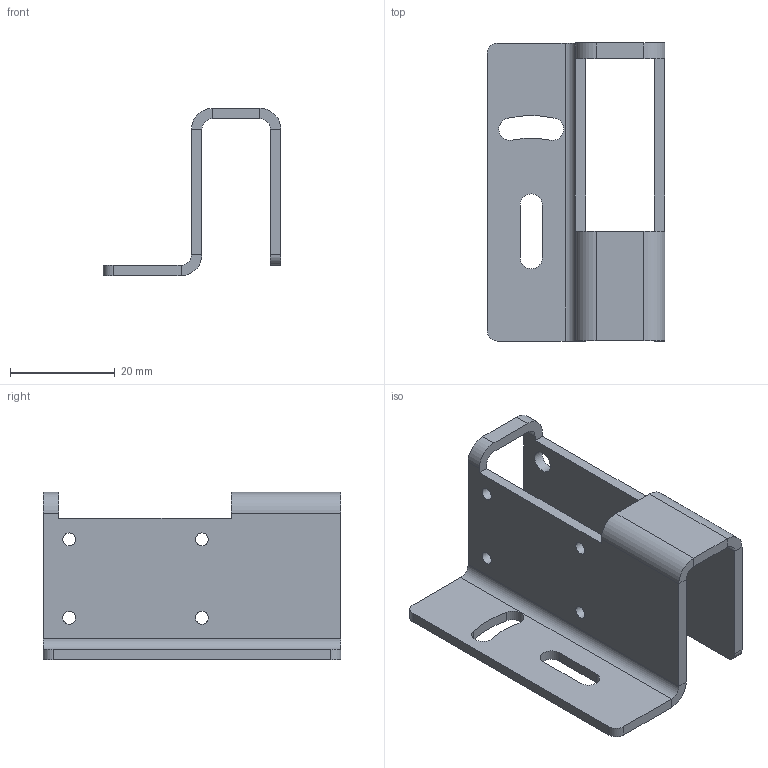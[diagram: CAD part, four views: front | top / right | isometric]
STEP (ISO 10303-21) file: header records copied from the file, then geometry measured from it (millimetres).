
FILE_DESCRIPTION(/* description */ (''),/* implementation_level */ '2;1');
FILE_NAME(/* name */ 'ipf_z3d_AY000188.stp',/* time_stamp */ '2025-08-12T07:34:34+02:00',/* author */ ('gelzhaeuser'),/* organization */ (''),/* preprocessor_version */ 'ST-DEVELOPER v20',/* originating_system */ 'Autodesk Inventor 2025',/* authorisation */ '');
FILE_SCHEMA (('AUTOMOTIVE_DESIGN { 1 0 10303 214 3 1 1 }'));
Length unit declared in the file: millimetre
Products named in the file (1): ipf_z3d_AY000188
Bounding box: 34 x 57 x 32 mm (x, y, z)
Volume: 8323 mm3; surface area: 9404.8 mm2
Topology: 1 solids, 1 shells, 60 faces, 156 edges, 96 vertices
Faces by surface type: plane 32, cylinder 28
Full cylindrical faces by diameter (mm): 2.459 x4, 4.2 x4
Entity records: 1911 total; most frequent: DIRECTION 334, CARTESIAN_POINT 313, ORIENTED_EDGE 312, EDGE_CURVE 156, AXIS2_PLACEMENT_3D 117, LINE 100, VECTOR 100, VERTEX_POINT 96
